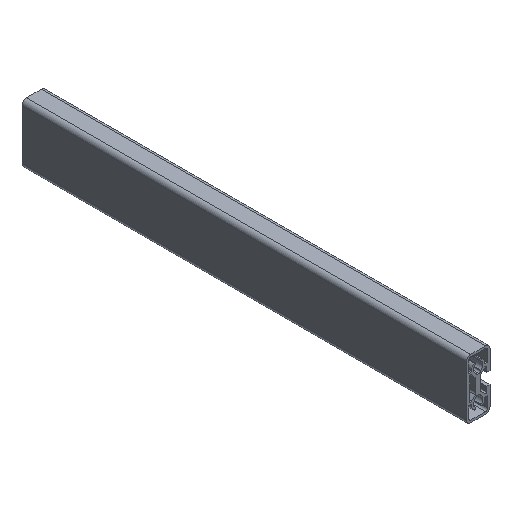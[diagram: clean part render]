
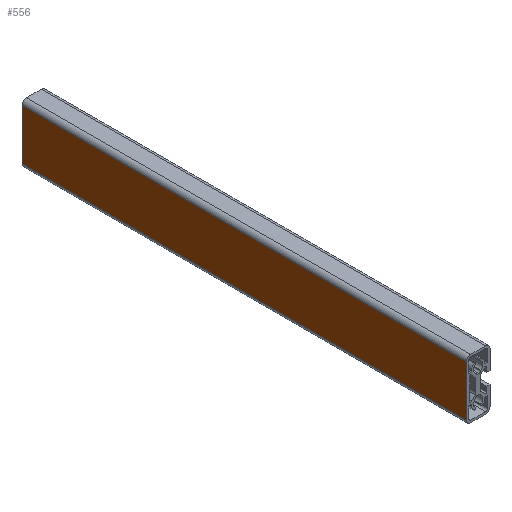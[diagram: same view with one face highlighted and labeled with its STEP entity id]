
A CAD part, isometric view. The second image highlights one B-rep face of the part: STEP entity #556.
In plain terms, the highlighted face is planar.
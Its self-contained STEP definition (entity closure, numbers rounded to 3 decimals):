
#7 = LINE ( 'NONE', #41, #2420 ) ;
#27 = LINE ( 'NONE', #40, #2393 ) ;
#28 = DIRECTION ( 'NONE',  ( 0., 1., 0. ) ) ;
#34 = CARTESIAN_POINT ( 'NONE',  ( 8., -17., -300. ) ) ;
#40 = CARTESIAN_POINT ( 'NONE',  ( 8., -17., 0. ) ) ;
#41 = CARTESIAN_POINT ( 'NONE',  ( 8., -17., -300. ) ) ;
#46 = DIRECTION ( 'NONE',  ( 0., 1., 0. ) ) ;
#52 = LINE ( 'NONE', #34, #2433 ) ;
#69 = DIRECTION ( 'NONE',  ( 0., 0., 1. ) ) ;
#103 = CARTESIAN_POINT ( 'NONE',  ( 8., 17., -300. ) ) ;
#105 = DIRECTION ( 'NONE',  ( 0., 0., 1. ) ) ;
#110 = LINE ( 'NONE', #103, #2488 ) ;
#556 = ADVANCED_FACE ( 'PLANAR_2', ( #1637 ), #1635, .T. ) ;
#658 = EDGE_CURVE ( 'NONE', #2935, #2910, #7, .T. ) ;
#663 = EDGE_CURVE ( 'NONE', #2905, #2922, #27, .T. ) ;
#668 = EDGE_CURVE ( 'NONE', #2935, #2905, #52, .T. ) ;
#682 = EDGE_CURVE ( 'NONE', #2910, #2922, #110, .T. ) ;
#897 = ORIENTED_EDGE ( 'NONE', *, *, #668, .F. ) ;
#1341 = EDGE_LOOP ( 'NONE', ( #2845, #897, #3057, #3060 ) ) ;
#1633 = DIRECTION ( 'NONE',  ( 1., 0., 0. ) ) ;
#1635 = PLANE ( 'NONE',  #2273 ) ;
#1636 = CARTESIAN_POINT ( 'NONE',  ( 8., -17., -300. ) ) ;
#1637 = FACE_OUTER_BOUND ( 'NONE', #1341, .T. ) ;
#1658 = DIRECTION ( 'NONE',  ( 0., 0., -1. ) ) ;
#2273 = AXIS2_PLACEMENT_3D ( 'NONE', #1636, #1633, #1658 ) ;
#2393 = VECTOR ( 'NONE', #28, 1000. ) ;
#2420 = VECTOR ( 'NONE', #46, 1000. ) ;
#2433 = VECTOR ( 'NONE', #69, 1000. ) ;
#2488 = VECTOR ( 'NONE', #105, 1000. ) ;
#2713 = CARTESIAN_POINT ( 'NONE',  ( 8., 17., -300. ) ) ;
#2715 = CARTESIAN_POINT ( 'NONE',  ( 8., -17., 0. ) ) ;
#2728 = CARTESIAN_POINT ( 'NONE',  ( 8., -17., -300. ) ) ;
#2737 = CARTESIAN_POINT ( 'NONE',  ( 8., 17., 0. ) ) ;
#2845 = ORIENTED_EDGE ( 'NONE', *, *, #663, .F. ) ;
#2905 = VERTEX_POINT ( 'NONE', #2715 ) ;
#2910 = VERTEX_POINT ( 'NONE', #2713 ) ;
#2922 = VERTEX_POINT ( 'NONE', #2737 ) ;
#2935 = VERTEX_POINT ( 'NONE', #2728 ) ;
#3057 = ORIENTED_EDGE ( 'NONE', *, *, #658, .T. ) ;
#3060 = ORIENTED_EDGE ( 'NONE', *, *, #682, .T. ) ;
